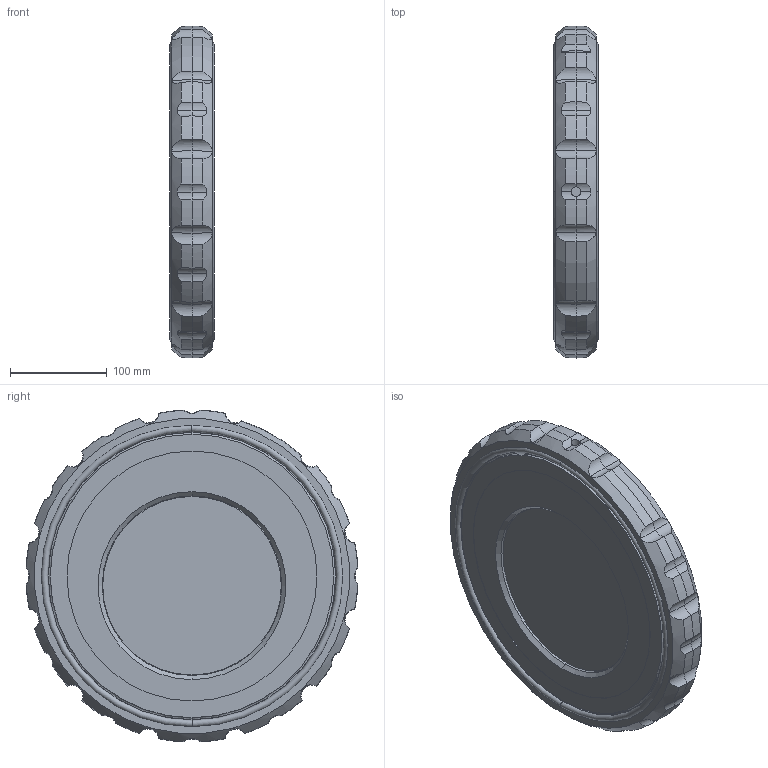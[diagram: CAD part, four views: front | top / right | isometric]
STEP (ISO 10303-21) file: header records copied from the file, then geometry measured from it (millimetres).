
FILE_DESCRIPTION(('STEP AP214'),'1');
FILE_NAME('cctmp_4612985C-04AA-4013-BF35-B7098BD9636C_2018_12_7_13_46_7_320..stp','2018-12-07T12:46:07',('Praher Valves GmbH'),('CADClick - www.CADClick.com'),'Spatial InterOp 3D',' ','unknown authorization');
FILE_SCHEMA(('AUTOMOTIVE_DESIGN'));
Length unit declared in the file: millimetre
Products named in the file (1): 1
Bounding box: 45.56 x 342.6 x 342.6 mm (x, y, z)
Volume: 3008542.4 mm3; surface area: 311184.6 mm2
Topology: 1 solids, 2 shells, 450 faces, 1184 edges, 736 vertices
Faces by surface type: cylinder 168, plane 116, torus 91, cone 75
Entity records: 21495 total; most frequent: CARTESIAN_POINT 6938, ORIENTED_EDGE 2368, DIRECTION 2278, EDGE_CURVE 1184, AXIS2_PLACEMENT_3D 923, VERTEX_POINT 736, EDGE_LOOP 464, STYLED_ITEM 451
